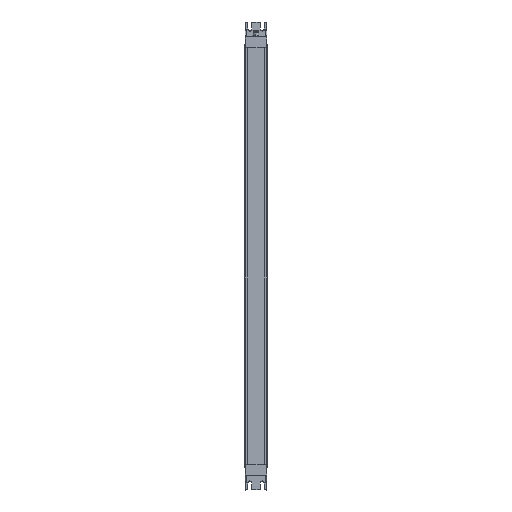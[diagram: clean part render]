
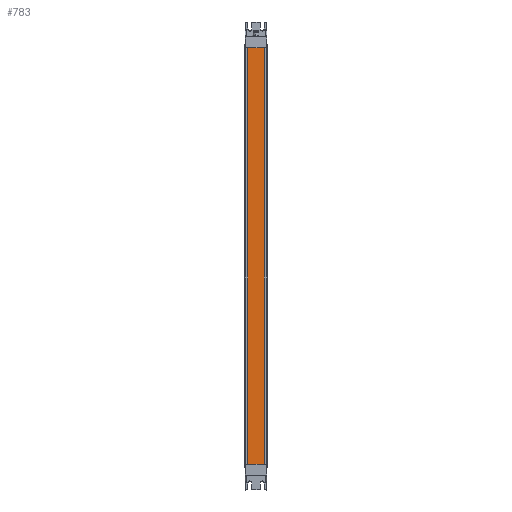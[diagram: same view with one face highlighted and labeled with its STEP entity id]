
A CAD part, top view. The second image highlights one B-rep face of the part: STEP entity #783.
In plain terms, the highlighted planar face has unit normal (0, 0, 1).
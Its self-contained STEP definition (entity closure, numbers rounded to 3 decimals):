
#747=AXIS2_PLACEMENT_3D('Plane Axis2P3D',#744,#745,#746) ;
#744=CARTESIAN_POINT('Axis2P3D Location',(1.429,35.,17.4)) ;
#749=CARTESIAN_POINT('Line Origine',(26.05,317.5,17.4)) ;
#753=CARTESIAN_POINT('Vertex',(26.05,600.,17.4)) ;
#755=CARTESIAN_POINT('Vertex',(26.05,35.,17.4)) ;
#758=CARTESIAN_POINT('Line Origine',(15.,600.,17.4)) ;
#762=CARTESIAN_POINT('Vertex',(3.95,600.,17.4)) ;
#765=CARTESIAN_POINT('Line Origine',(3.95,317.5,17.4)) ;
#769=CARTESIAN_POINT('Vertex',(3.95,35.,17.4)) ;
#772=CARTESIAN_POINT('Line Origine',(15.,35.,17.4)) ;
#745=DIRECTION('Axis2P3D Direction',(0.,0.,1.)) ;
#746=DIRECTION('Axis2P3D XDirection',(1.,0.,0.)) ;
#750=DIRECTION('Vector Direction',(0.,-1.,0.)) ;
#759=DIRECTION('Vector Direction',(1.,0.,0.)) ;
#766=DIRECTION('Vector Direction',(0.,1.,0.)) ;
#773=DIRECTION('Vector Direction',(-1.,0.,0.)) ;
#751=VECTOR('Line Direction',#750,1.) ;
#760=VECTOR('Line Direction',#759,1.) ;
#767=VECTOR('Line Direction',#766,1.) ;
#774=VECTOR('Line Direction',#773,1.) ;
#778=ORIENTED_EDGE('',*,*,#757,.F.) ;
#779=ORIENTED_EDGE('',*,*,#764,.F.) ;
#780=ORIENTED_EDGE('',*,*,#771,.F.) ;
#781=ORIENTED_EDGE('',*,*,#776,.F.) ;
#783=ADVANCED_FACE('Hauptkoerper',(#782),#748,.T.) ;
#757=EDGE_CURVE('',#754,#756,#752,.T.) ;
#764=EDGE_CURVE('',#763,#754,#761,.T.) ;
#771=EDGE_CURVE('',#770,#763,#768,.T.) ;
#776=EDGE_CURVE('',#756,#770,#775,.T.) ;
#777=EDGE_LOOP('',(#778,#779,#780,#781)) ;
#782=FACE_OUTER_BOUND('',#777,.T.) ;
#752=LINE('Line',#749,#751) ;
#761=LINE('Line',#758,#760) ;
#768=LINE('Line',#765,#767) ;
#775=LINE('Line',#772,#774) ;
#748=PLANE('',#747) ;
#754=VERTEX_POINT('',#753) ;
#756=VERTEX_POINT('',#755) ;
#763=VERTEX_POINT('',#762) ;
#770=VERTEX_POINT('',#769) ;
